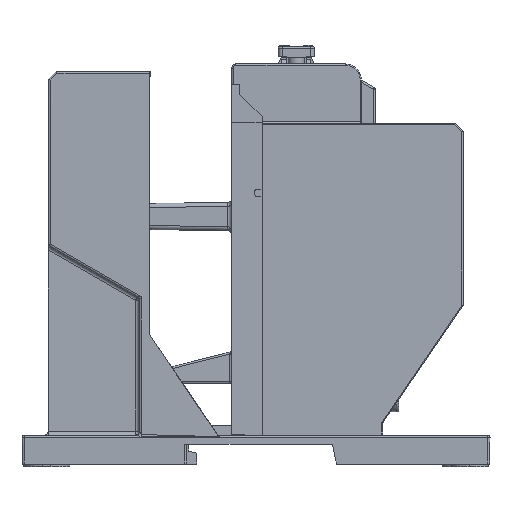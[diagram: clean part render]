
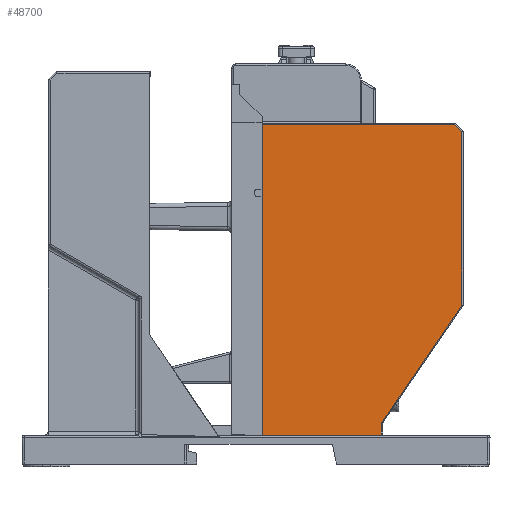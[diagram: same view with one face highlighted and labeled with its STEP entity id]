
A CAD part, left-side view. The second image highlights one B-rep face of the part: STEP entity #48700.
In plain terms, the highlighted face is planar.
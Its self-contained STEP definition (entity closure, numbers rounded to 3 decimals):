
#31391=DIRECTION('',(0.,0.,1.));
#31392=VECTOR('',#31391,43.133);
#31393=CARTESIAN_POINT('',(35.95,-15.8,-42.976));
#31394=LINE('',#31393,#31392);
#31434=DIRECTION('',(0.,-1.,0.));
#31435=VECTOR('',#31434,47.876);
#31436=CARTESIAN_POINT('',(35.95,33.9,-44.8));
#31437=LINE('',#31436,#31435);
#37003=DIRECTION('',(0.,0.707,-0.707));
#37004=VECTOR('',#37003,2.58);
#37005=CARTESIAN_POINT('',(35.95,-15.8,-42.976));
#37006=LINE('',#37005,#37004);
#37010=DIRECTION('',(0.,-0.564,-0.825));
#37011=VECTOR('',#37010,35.248);
#37012=CARTESIAN_POINT('',(35.95,4.095,29.254));
#37013=LINE('',#37012,#37011);
#37017=CARTESIAN_POINT('',(35.95,3.6,29.593));
#37018=DIRECTION('',(-1.,0.,0.));
#37019=DIRECTION('',(0.,1.,0.));
#37020=AXIS2_PLACEMENT_3D('',#37017,#37018,#37019);
#37025=DIRECTION('',(0.,-1.,0.));
#37026=VECTOR('',#37025,29.7);
#37027=CARTESIAN_POINT('',(35.95,33.9,32.5));
#37028=LINE('',#37027,#37026);
#37032=DIRECTION('',(0.,0.,1.));
#37033=VECTOR('',#37032,77.3);
#37034=CARTESIAN_POINT('',(35.95,33.9,-44.8));
#37035=LINE('',#37034,#37033);
#37046=DIRECTION('',(0.,0.,1.));
#37047=VECTOR('',#37046,2.907);
#37048=CARTESIAN_POINT('',(35.95,4.2,29.593));
#37049=LINE('',#37048,#37047);
#40552=CARTESIAN_POINT('',(35.95,33.9,32.5));
#40553=VERTEX_POINT('',#40552);
#40554=CARTESIAN_POINT('',(35.95,33.9,-44.8));
#40555=VERTEX_POINT('',#40554);
#41137=CARTESIAN_POINT('',(35.95,-15.8,-42.976));
#41138=CARTESIAN_POINT('',(35.95,-13.976,-44.8));
#41139=VERTEX_POINT('',#41137);
#41140=VERTEX_POINT('',#41138);
#41141=CARTESIAN_POINT('',(35.95,4.2,32.5));
#41142=VERTEX_POINT('',#41141);
#41143=CARTESIAN_POINT('',(35.95,4.2,29.593));
#41144=VERTEX_POINT('',#41143);
#41145=CARTESIAN_POINT('',(35.95,4.095,29.254));
#41146=VERTEX_POINT('',#41145);
#41147=CARTESIAN_POINT('',(35.95,-15.8,0.157));
#41148=VERTEX_POINT('',#41147);
#48684=CARTESIAN_POINT('',(35.95,33.9,32.5));
#48685=DIRECTION('',(-1.,0.,0.));
#48686=DIRECTION('',(0.,1.,0.));
#48687=AXIS2_PLACEMENT_3D('',#48684,#48685,#48686);
#48688=PLANE('',#48687);
#48689=ORIENTED_EDGE('',*,*,#42215,.F.);
#48690=ORIENTED_EDGE('',*,*,#42193,.T.);
#48691=ORIENTED_EDGE('',*,*,#42172,.F.);
#48692=ORIENTED_EDGE('',*,*,#42150,.F.);
#48694=ORIENTED_EDGE('',*,*,#48693,.T.);
#48695=ORIENTED_EDGE('',*,*,#48508,.F.);
#48696=ORIENTED_EDGE('',*,*,#42267,.F.);
#48697=ORIENTED_EDGE('',*,*,#42237,.T.);
#48698=EDGE_LOOP('',(#48689,#48690,#48691,#48692,#48694,#48695,#48696,#48697));
#48699=FACE_OUTER_BOUND('',#48698,.F.);
#37021=CIRCLE('',#37020,0.6);
#42150=EDGE_CURVE('',#41144,#41146,#37021,.T.);
#42172=EDGE_CURVE('',#41146,#41148,#37013,.T.);
#42193=EDGE_CURVE('',#41139,#41148,#31394,.T.);
#42215=EDGE_CURVE('',#41139,#41140,#37006,.T.);
#42237=EDGE_CURVE('',#40555,#41140,#31437,.T.);
#42267=EDGE_CURVE('',#40555,#40553,#37035,.T.);
#48508=EDGE_CURVE('',#40553,#41142,#37028,.T.);
#48693=EDGE_CURVE('',#41144,#41142,#37049,.T.);
#48700=ADVANCED_FACE('',(#48699),#48688,.F.);
